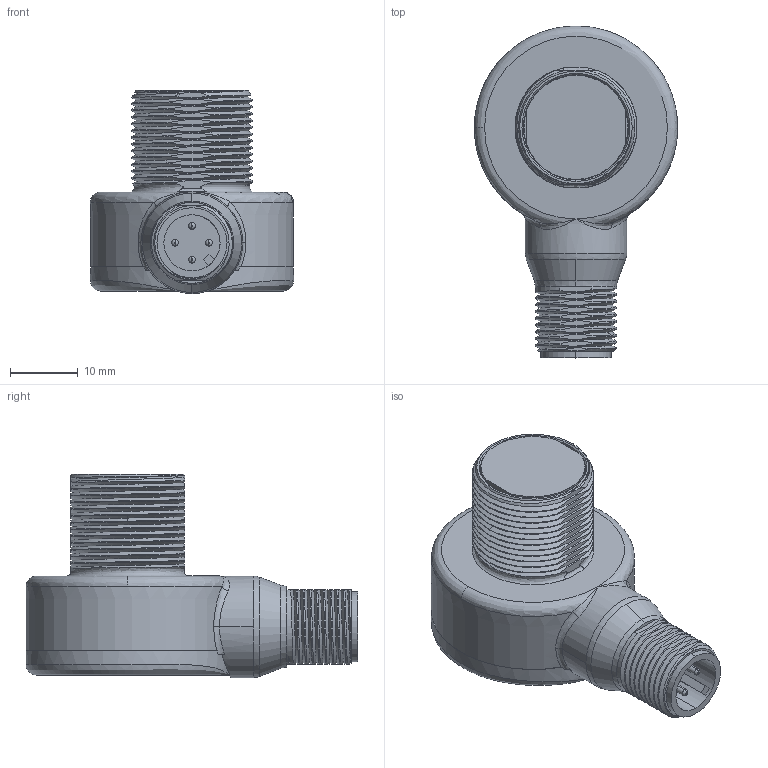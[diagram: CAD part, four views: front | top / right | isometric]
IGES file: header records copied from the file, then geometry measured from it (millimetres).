
Start section:  PTC IGES file: 152784.igs
Global section: file name: 152784.igs; native system: Pro/ENGINEER by Parametric Technology Corporation; preprocessor: 2009141; author: banengservice; organization: Unknown; date: 20101116.155721; units: inch
Bounding box: 30.01 x 49.01 x 30 mm (x, y, z)
Volume: 6541.1 mm3; surface area: 11035 mm2
Topology: 2 solids, 2 shells, 411 faces, 1060 edges, 671 vertices
Faces by surface type: revolution 228, bspline 177, extrusion 6
